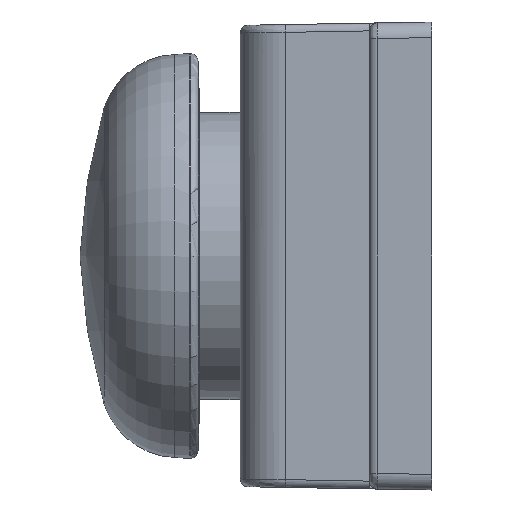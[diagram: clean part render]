
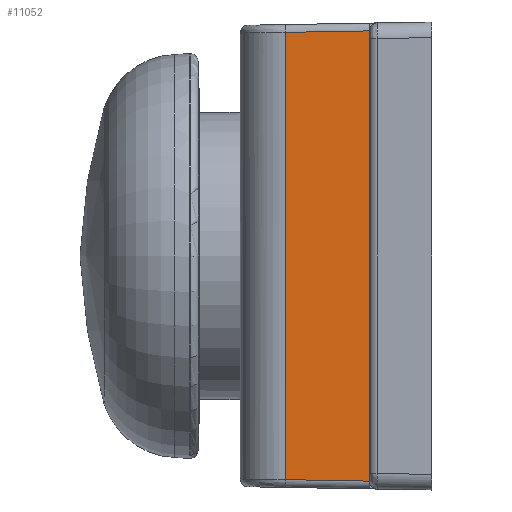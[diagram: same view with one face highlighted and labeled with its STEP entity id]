
A CAD part, left-side view. The second image highlights one B-rep face of the part: STEP entity #11052.
In plain terms, the highlighted planar face has unit normal (-0.999, 0.035, 0).
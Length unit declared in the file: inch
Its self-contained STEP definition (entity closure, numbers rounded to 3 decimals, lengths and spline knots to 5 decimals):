
#1437=FACE_OUTER_BOUND('',#2083,.T.);
#2083=EDGE_LOOP('',(#7471,#7472,#7473,#7474));
#2777=LINE('',#16836,#3604);
#2856=LINE('',#17089,#3683);
#2857=LINE('',#17091,#3684);
#2858=LINE('',#17092,#3685);
#3604=VECTOR('',#13206,1.13625);
#3683=VECTOR('',#13405,0.21295);
#3684=VECTOR('',#13406,1.12882);
#3685=VECTOR('',#13407,0.21295);
#4437=VERTEX_POINT('',#16833);
#4438=VERTEX_POINT('',#16835);
#4542=VERTEX_POINT('',#17088);
#4543=VERTEX_POINT('',#17090);
#5564=EDGE_CURVE('',#4438,#4437,#2777,.T.);
#5687=EDGE_CURVE('',#4437,#4542,#2856,.T.);
#5688=EDGE_CURVE('',#4543,#4542,#2857,.T.);
#5689=EDGE_CURVE('',#4543,#4438,#2858,.T.);
#7471=ORIENTED_EDGE('',*,*,#5564,.T.);
#7472=ORIENTED_EDGE('',*,*,#5687,.T.);
#7473=ORIENTED_EDGE('',*,*,#5688,.F.);
#7474=ORIENTED_EDGE('',*,*,#5689,.T.);
#10786=PLANE('',#11844);
#11052=ADVANCED_FACE('',(#1437),#10786,.T.);
#11844=AXIS2_PLACEMENT_3D('',#17087,#13403,#13404);
#13206=DIRECTION('',(0.,0.,1.));
#13403=DIRECTION('center_axis',(-0.999,0.035,0.));
#13404=DIRECTION('ref_axis',(0.,0.,1.));
#13405=DIRECTION('',(0.035,0.999,-0.017));
#13406=DIRECTION('',(0.,0.,1.));
#13407=DIRECTION('',(-0.035,-0.999,-0.017));
#16833=CARTESIAN_POINT('',(-0.51181,0.,0.56813));
#16835=CARTESIAN_POINT('',(-0.51181,0.,-0.56813));
#16836=CARTESIAN_POINT('',(-0.51181,0.,-0.56813));
#17087=CARTESIAN_POINT('Origin',(-0.50438,0.21278,-0.59055));
#17088=CARTESIAN_POINT('',(-0.50438,0.21278,0.56441));
#17089=CARTESIAN_POINT('',(-0.51181,0.,0.56813));
#17090=CARTESIAN_POINT('',(-0.50438,0.21278,-0.56441));
#17091=CARTESIAN_POINT('',(-0.50438,0.21278,-0.56441));
#17092=CARTESIAN_POINT('',(-0.50438,0.21278,-0.56441));
